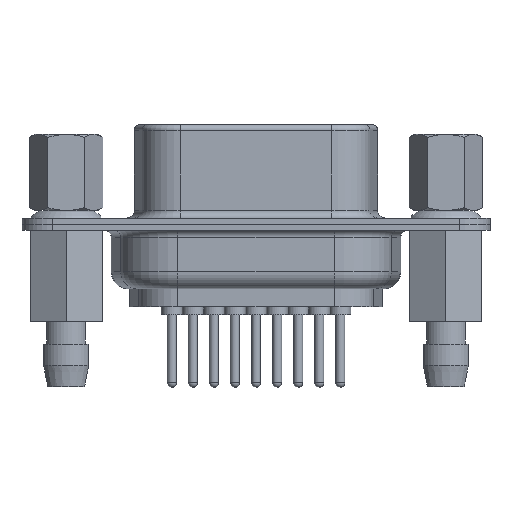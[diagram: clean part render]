
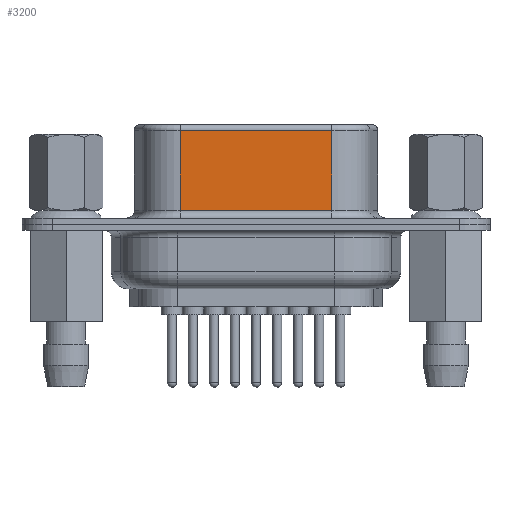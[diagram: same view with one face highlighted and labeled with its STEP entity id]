
A CAD part, front view. The second image highlights one B-rep face of the part: STEP entity #3200.
In plain terms, the highlighted planar face has unit normal (0, -1, 0).
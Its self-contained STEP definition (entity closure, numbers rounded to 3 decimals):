
#836 = CYLINDRICAL_SURFACE('',#837,0.39);
#837 = AXIS2_PLACEMENT_3D('',#838,#839,#840);
#838 = CARTESIAN_POINT('',(-4.985,-3.545,6.16));
#839 = DIRECTION('',(1.,0.,0.));
#840 = DIRECTION('',(0.,-1.,0.));
#1858 = VERTEX_POINT('',#1859);
#1859 = CARTESIAN_POINT('',(-4.985,-3.935,6.16));
#1874 = CYLINDRICAL_SURFACE('',#1875,2.545);
#1875 = AXIS2_PLACEMENT_3D('',#1876,#1877,#1878);
#1876 = CARTESIAN_POINT('',(-4.985,-1.39,0.4));
#1877 = DIRECTION('',(-0.,-0.,-1.));
#1878 = DIRECTION('',(1.,0.,0.));
#1970 = VERTEX_POINT('',#1971);
#1971 = CARTESIAN_POINT('',(4.985,-3.935,6.16));
#1993 = EDGE_CURVE('',#1858,#1970,#1994,.T.);
#1994 = SURFACE_CURVE('',#1995,(#1999,#2006),.PCURVE_S1.);
#1995 = LINE('',#1996,#1997);
#1996 = CARTESIAN_POINT('',(-4.985,-3.935,6.16));
#1997 = VECTOR('',#1998,1.);
#1998 = DIRECTION('',(1.,0.,0.));
#1999 = PCURVE('',#836,#2000);
#2000 = DEFINITIONAL_REPRESENTATION('',(#2001),#2005);
#2001 = LINE('',#2002,#2003);
#2002 = CARTESIAN_POINT('',(-0.,0.));
#2003 = VECTOR('',#2004,1.);
#2004 = DIRECTION('',(-0.,1.));
#2005 = ( GEOMETRIC_REPRESENTATION_CONTEXT(2) 
PARAMETRIC_REPRESENTATION_CONTEXT() REPRESENTATION_CONTEXT('2D SPACE',''
  ) );
#2006 = PCURVE('',#2007,#2012);
#2007 = PLANE('',#2008);
#2008 = AXIS2_PLACEMENT_3D('',#2009,#2010,#2011);
#2009 = CARTESIAN_POINT('',(4.985,-3.935,0.4));
#2010 = DIRECTION('',(0.,-1.,0.));
#2011 = DIRECTION('',(-1.,0.,0.));
#2012 = DEFINITIONAL_REPRESENTATION('',(#2013),#2017);
#2013 = LINE('',#2014,#2015);
#2014 = CARTESIAN_POINT('',(9.97,-5.76));
#2015 = VECTOR('',#2016,1.);
#2016 = DIRECTION('',(-1.,-0.));
#2017 = ( GEOMETRIC_REPRESENTATION_CONTEXT(2) 
PARAMETRIC_REPRESENTATION_CONTEXT() REPRESENTATION_CONTEXT('2D SPACE',''
  ) );
#2096 = CYLINDRICAL_SURFACE('',#2097,2.545);
#2097 = AXIS2_PLACEMENT_3D('',#2098,#2099,#2100);
#2098 = CARTESIAN_POINT('',(4.985,-1.39,0.4));
#2099 = DIRECTION('',(-0.,-0.,-1.));
#2100 = DIRECTION('',(1.,0.,0.));
#3097 = EDGE_CURVE('',#3098,#1858,#3100,.T.);
#3098 = VERTEX_POINT('',#3099);
#3099 = CARTESIAN_POINT('',(-4.985,-3.935,0.9));
#3100 = SURFACE_CURVE('',#3101,(#3105,#3112),.PCURVE_S1.);
#3101 = LINE('',#3102,#3103);
#3102 = CARTESIAN_POINT('',(-4.985,-3.935,0.4));
#3103 = VECTOR('',#3104,1.);
#3104 = DIRECTION('',(0.,0.,1.));
#3105 = PCURVE('',#1874,#3106);
#3106 = DEFINITIONAL_REPRESENTATION('',(#3107),#3111);
#3107 = LINE('',#3108,#3109);
#3108 = CARTESIAN_POINT('',(-4.712,0.));
#3109 = VECTOR('',#3110,1.);
#3110 = DIRECTION('',(-0.,-1.));
#3111 = ( GEOMETRIC_REPRESENTATION_CONTEXT(2) 
PARAMETRIC_REPRESENTATION_CONTEXT() REPRESENTATION_CONTEXT('2D SPACE',''
  ) );
#3112 = PCURVE('',#2007,#3113);
#3113 = DEFINITIONAL_REPRESENTATION('',(#3114),#3118);
#3114 = LINE('',#3115,#3116);
#3115 = CARTESIAN_POINT('',(9.97,0.));
#3116 = VECTOR('',#3117,1.);
#3117 = DIRECTION('',(0.,-1.));
#3118 = ( GEOMETRIC_REPRESENTATION_CONTEXT(2) 
PARAMETRIC_REPRESENTATION_CONTEXT() REPRESENTATION_CONTEXT('2D SPACE',''
  ) );
#3200 = ADVANCED_FACE('',(#3201),#2007,.T.);
#3201 = FACE_BOUND('',#3202,.T.);
#3202 = EDGE_LOOP('',(#3203,#3226,#3227,#3228));
#3203 = ORIENTED_EDGE('',*,*,#3204,.T.);
#3204 = EDGE_CURVE('',#3205,#1970,#3207,.T.);
#3205 = VERTEX_POINT('',#3206);
#3206 = CARTESIAN_POINT('',(4.985,-3.935,0.9));
#3207 = SURFACE_CURVE('',#3208,(#3212,#3219),.PCURVE_S1.);
#3208 = LINE('',#3209,#3210);
#3209 = CARTESIAN_POINT('',(4.985,-3.935,0.4));
#3210 = VECTOR('',#3211,1.);
#3211 = DIRECTION('',(0.,0.,1.));
#3212 = PCURVE('',#2007,#3213);
#3213 = DEFINITIONAL_REPRESENTATION('',(#3214),#3218);
#3214 = LINE('',#3215,#3216);
#3215 = CARTESIAN_POINT('',(0.,-0.));
#3216 = VECTOR('',#3217,1.);
#3217 = DIRECTION('',(0.,-1.));
#3218 = ( GEOMETRIC_REPRESENTATION_CONTEXT(2) 
PARAMETRIC_REPRESENTATION_CONTEXT() REPRESENTATION_CONTEXT('2D SPACE',''
  ) );
#3219 = PCURVE('',#2096,#3220);
#3220 = DEFINITIONAL_REPRESENTATION('',(#3221),#3225);
#3221 = LINE('',#3222,#3223);
#3222 = CARTESIAN_POINT('',(-4.712,0.));
#3223 = VECTOR('',#3224,1.);
#3224 = DIRECTION('',(-0.,-1.));
#3225 = ( GEOMETRIC_REPRESENTATION_CONTEXT(2) 
PARAMETRIC_REPRESENTATION_CONTEXT() REPRESENTATION_CONTEXT('2D SPACE',''
  ) );
#3226 = ORIENTED_EDGE('',*,*,#1993,.F.);
#3227 = ORIENTED_EDGE('',*,*,#3097,.F.);
#3228 = ORIENTED_EDGE('',*,*,#3229,.F.);
#3229 = EDGE_CURVE('',#3205,#3098,#3230,.T.);
#3230 = SURFACE_CURVE('',#3231,(#3235,#3242),.PCURVE_S1.);
#3231 = LINE('',#3232,#3233);
#3232 = CARTESIAN_POINT('',(4.985,-3.935,0.9));
#3233 = VECTOR('',#3234,1.);
#3234 = DIRECTION('',(-1.,0.,0.));
#3235 = PCURVE('',#2007,#3236);
#3236 = DEFINITIONAL_REPRESENTATION('',(#3237),#3241);
#3237 = LINE('',#3238,#3239);
#3238 = CARTESIAN_POINT('',(0.,-0.5));
#3239 = VECTOR('',#3240,1.);
#3240 = DIRECTION('',(1.,0.));
#3241 = ( GEOMETRIC_REPRESENTATION_CONTEXT(2) 
PARAMETRIC_REPRESENTATION_CONTEXT() REPRESENTATION_CONTEXT('2D SPACE',''
  ) );
#3242 = PCURVE('',#3243,#3248);
#3243 = CYLINDRICAL_SURFACE('',#3244,0.5);
#3244 = AXIS2_PLACEMENT_3D('',#3245,#3246,#3247);
#3245 = CARTESIAN_POINT('',(4.985,-4.435,0.9));
#3246 = DIRECTION('',(-1.,0.,0.));
#3247 = DIRECTION('',(0.,0.,-1.));
#3248 = DEFINITIONAL_REPRESENTATION('',(#3249),#3253);
#3249 = LINE('',#3250,#3251);
#3250 = CARTESIAN_POINT('',(-1.571,0.));
#3251 = VECTOR('',#3252,1.);
#3252 = DIRECTION('',(-0.,1.));
#3253 = ( GEOMETRIC_REPRESENTATION_CONTEXT(2) 
PARAMETRIC_REPRESENTATION_CONTEXT() REPRESENTATION_CONTEXT('2D SPACE',''
  ) );
